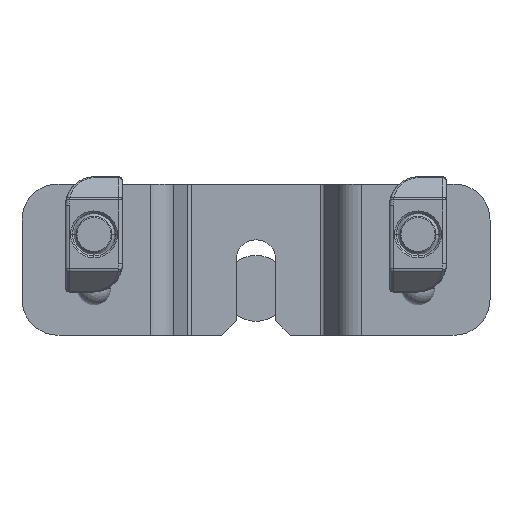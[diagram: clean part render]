
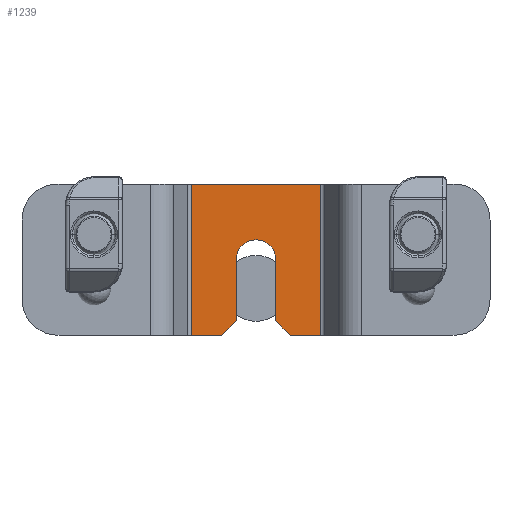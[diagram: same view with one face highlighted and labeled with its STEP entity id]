
A CAD part, front view. The second image highlights one B-rep face of the part: STEP entity #1239.
In plain terms, the highlighted face is planar.
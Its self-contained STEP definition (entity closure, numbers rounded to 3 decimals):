
#261=DIRECTION('',(-1.,0.,0.));
#262=VECTOR('',#261,18.);
#263=CARTESIAN_POINT('',(9.,10.5,1.5));
#264=LINE('',#263,#262);
#302=DIRECTION('',(-1.,0.,0.));
#303=VECTOR('',#302,4.25);
#304=CARTESIAN_POINT('',(-4.75,-10.5,1.5));
#305=LINE('',#304,#303);
#306=DIRECTION('',(0.707,0.707,0.));
#307=VECTOR('',#306,2.828);
#308=CARTESIAN_POINT('',(-4.75,-10.5,1.5));
#309=LINE('',#308,#307);
#310=DIRECTION('',(0.,-1.,0.));
#311=VECTOR('',#310,21.);
#312=CARTESIAN_POINT('',(9.,10.5,1.5));
#313=LINE('',#312,#311);
#314=DIRECTION('',(0.707,-0.707,0.));
#315=VECTOR('',#314,2.828);
#316=CARTESIAN_POINT('',(2.75,-8.5,1.5));
#317=LINE('',#316,#315);
#318=DIRECTION('',(0.,1.,0.));
#319=VECTOR('',#318,8.5);
#320=CARTESIAN_POINT('',(2.75,-8.5,1.5));
#321=LINE('',#320,#319);
#322=CARTESIAN_POINT('',(0.,0.,1.5));
#323=DIRECTION('',(0.,0.,1.));
#324=DIRECTION('',(1.,0.,0.));
#325=AXIS2_PLACEMENT_3D('',#322,#323,#324);
#327=DIRECTION('',(0.,1.,0.));
#328=VECTOR('',#327,8.5);
#329=CARTESIAN_POINT('',(-2.75,-8.5,1.5));
#330=LINE('',#329,#328);
#331=DIRECTION('',(0.,-1.,0.));
#332=VECTOR('',#331,21.);
#333=CARTESIAN_POINT('',(-9.,10.5,1.5));
#334=LINE('',#333,#332);
#375=DIRECTION('',(-1.,0.,0.));
#376=VECTOR('',#375,4.25);
#377=CARTESIAN_POINT('',(9.,-10.5,1.5));
#378=LINE('',#377,#376);
#621=CARTESIAN_POINT('',(9.,10.5,1.5));
#622=CARTESIAN_POINT('',(-9.,10.5,1.5));
#623=VERTEX_POINT('',#621);
#624=VERTEX_POINT('',#622);
#627=CARTESIAN_POINT('',(-9.,-10.5,1.5));
#628=VERTEX_POINT('',#627);
#707=CARTESIAN_POINT('',(2.75,0.,1.5));
#708=CARTESIAN_POINT('',(-2.75,0.,1.5));
#709=VERTEX_POINT('',#707);
#710=VERTEX_POINT('',#708);
#715=CARTESIAN_POINT('',(-4.75,-10.5,1.5));
#716=VERTEX_POINT('',#715);
#717=CARTESIAN_POINT('',(-2.75,-8.5,1.5));
#718=VERTEX_POINT('',#717);
#721=CARTESIAN_POINT('',(2.75,-8.5,1.5));
#722=VERTEX_POINT('',#721);
#773=CARTESIAN_POINT('',(9.,-10.5,1.5));
#774=VERTEX_POINT('',#773);
#777=CARTESIAN_POINT('',(4.75,-10.5,1.5));
#778=VERTEX_POINT('',#777);
#1215=CARTESIAN_POINT('',(9.,10.5,1.5));
#1216=DIRECTION('',(0.,0.,-1.));
#1217=DIRECTION('',(-1.,0.,0.));
#1218=AXIS2_PLACEMENT_3D('',#1215,#1216,#1217);
#1219=PLANE('',#1218);
#1220=ORIENTED_EDGE('',*,*,#1195,.F.);
#1221=ORIENTED_EDGE('',*,*,#1210,.T.);
#1223=ORIENTED_EDGE('',*,*,#1222,.F.);
#1224=ORIENTED_EDGE('',*,*,#1155,.F.);
#1226=ORIENTED_EDGE('',*,*,#1225,.T.);
#1228=ORIENTED_EDGE('',*,*,#1227,.T.);
#1230=ORIENTED_EDGE('',*,*,#1229,.F.);
#1232=ORIENTED_EDGE('',*,*,#1231,.T.);
#1234=ORIENTED_EDGE('',*,*,#1233,.T.);
#1236=ORIENTED_EDGE('',*,*,#1235,.F.);
#1237=EDGE_LOOP('',(#1220,#1221,#1223,#1224,#1226,#1228,#1230,#1232,#1234,
#1236));
#1238=FACE_OUTER_BOUND('',#1237,.F.);
#1239=ADVANCED_FACE('',(#1238),#1219,.F.);
#326=CIRCLE('',#325,2.75);
#1155=EDGE_CURVE('',#623,#624,#264,.T.);
#1195=EDGE_CURVE('',#716,#718,#309,.T.);
#1210=EDGE_CURVE('',#716,#628,#305,.T.);
#1222=EDGE_CURVE('',#624,#628,#334,.T.);
#1225=EDGE_CURVE('',#623,#774,#313,.T.);
#1227=EDGE_CURVE('',#774,#778,#378,.T.);
#1229=EDGE_CURVE('',#722,#778,#317,.T.);
#1231=EDGE_CURVE('',#722,#709,#321,.T.);
#1233=EDGE_CURVE('',#709,#710,#326,.T.);
#1235=EDGE_CURVE('',#718,#710,#330,.T.);
